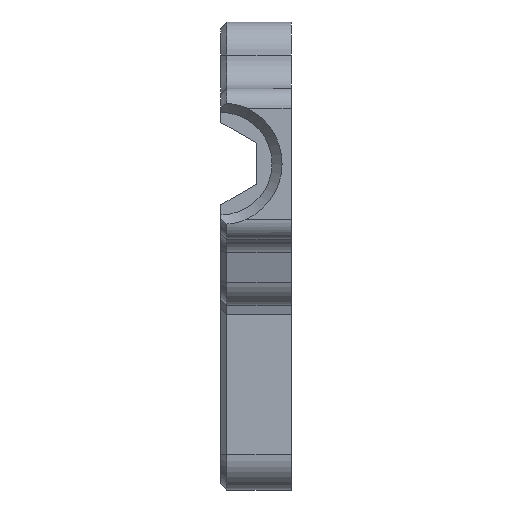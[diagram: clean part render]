
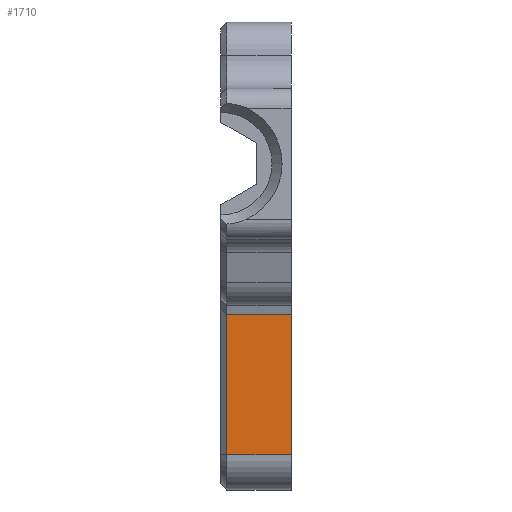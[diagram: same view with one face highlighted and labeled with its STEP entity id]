
A CAD part, left-side view. The second image highlights one B-rep face of the part: STEP entity #1710.
In plain terms, the highlighted planar face has unit normal (-1, 0, 0).
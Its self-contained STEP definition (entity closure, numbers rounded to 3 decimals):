
#91=PLANE('',#1876);
#169=FACE_OUTER_BOUND('',#274,.T.);
#274=EDGE_LOOP('',(#1385,#1386,#1387,#1388));
#404=LINE('',#2725,#563);
#433=LINE('',#2835,#592);
#434=LINE('',#2838,#593);
#435=LINE('',#2839,#594);
#563=VECTOR('',#2159,10.);
#592=VECTOR('',#2254,10.);
#593=VECTOR('',#2257,10.);
#594=VECTOR('',#2258,10.);
#813=VERTEX_POINT('',#2715);
#816=VERTEX_POINT('',#2723);
#850=VERTEX_POINT('',#2833);
#851=VERTEX_POINT('',#2837);
#1005=EDGE_CURVE('',#816,#813,#404,.T.);
#1055=EDGE_CURVE('',#850,#816,#433,.T.);
#1056=EDGE_CURVE('',#851,#850,#434,.T.);
#1057=EDGE_CURVE('',#851,#813,#435,.T.);
#1385=ORIENTED_EDGE('',*,*,#1005,.F.);
#1386=ORIENTED_EDGE('',*,*,#1055,.F.);
#1387=ORIENTED_EDGE('',*,*,#1056,.F.);
#1388=ORIENTED_EDGE('',*,*,#1057,.T.);
#1710=ADVANCED_FACE('',(#169),#91,.T.);
#1876=AXIS2_PLACEMENT_3D('',#2836,#2255,#2256);
#2159=DIRECTION('',(0.,0.,1.));
#2254=DIRECTION('',(0.,1.,0.));
#2255=DIRECTION('center_axis',(-1.,0.,0.));
#2256=DIRECTION('ref_axis',(0.,0.,1.));
#2257=DIRECTION('',(0.,0.,-1.));
#2258=DIRECTION('',(0.,1.,0.));
#2715=CARTESIAN_POINT('',(13.,-0.6,-15.));
#2723=CARTESIAN_POINT('',(13.,-0.6,-29.));
#2725=CARTESIAN_POINT('',(13.,-0.6,-26.25));
#2833=CARTESIAN_POINT('',(13.,-7.,-29.));
#2835=CARTESIAN_POINT('',(13.,-7.,-29.));
#2836=CARTESIAN_POINT('Origin',(13.,-7.,-32.5));
#2837=CARTESIAN_POINT('',(13.,-7.,-15.));
#2838=CARTESIAN_POINT('',(13.,-7.,-15.));
#2839=CARTESIAN_POINT('',(13.,-7.,-15.));
